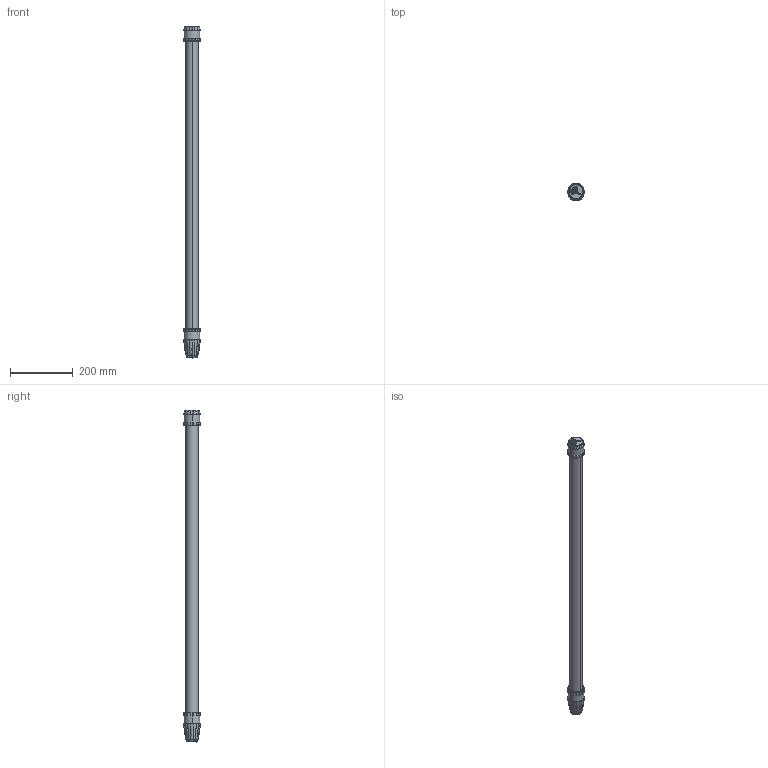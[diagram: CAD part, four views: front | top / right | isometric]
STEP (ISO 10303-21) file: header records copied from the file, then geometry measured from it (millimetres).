
FILE_DESCRIPTION (( 'STEP AP214' ), '1' );
FILE_NAME ('Kundenmodell_6036 Gr.3.STEP', '2015-09-09T14:05:23', ( '' ), ( '' ), 'SwSTEP 2.0', 'SolidWorks 2015', '' );
FILE_SCHEMA (( 'AUTOMOTIVE_DESIGN' ));
Length unit declared in the file: millimetre
Products named in the file (1): Kundenmodell_6036 Gr.3
Bounding box: 54.07 x 54.91 x 1058.65 mm (x, y, z)
Volume: 1291193.9 mm3; surface area: 176006.1 mm2
Topology: 1 solids, 2 shells, 1023 faces, 2530 edges, 1578 vertices
Faces by surface type: bspline 771, cone 168, plane 46, cylinder 38
Entity records: 46173 total; most frequent: CARTESIAN_POINT 26119, ORIENTED_EDGE 5060, DIRECTION 3242, EDGE_CURVE 2530, VERTEX_POINT 1578, AXIS2_PLACEMENT_3D 1504, CIRCLE 1251, EDGE_LOOP 1090
